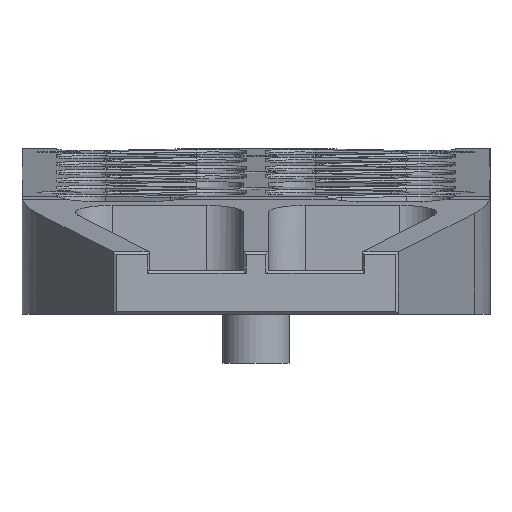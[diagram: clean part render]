
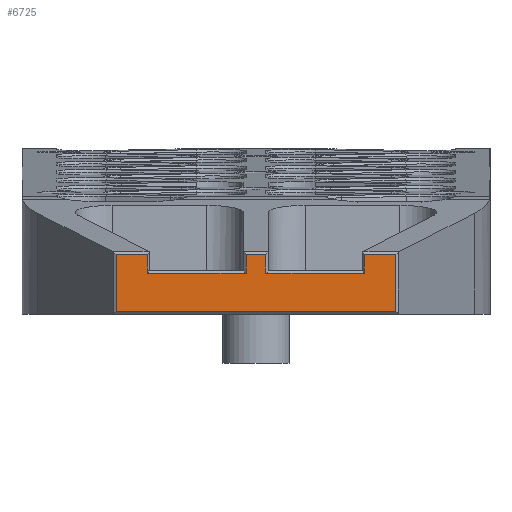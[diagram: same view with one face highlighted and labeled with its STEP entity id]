
A CAD part, left-side view. The second image highlights one B-rep face of the part: STEP entity #6725.
In plain terms, the highlighted planar face has unit normal (-1, 0, 0).
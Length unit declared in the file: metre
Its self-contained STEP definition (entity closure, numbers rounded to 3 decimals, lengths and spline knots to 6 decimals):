
#708=ORIENTED_EDGE('',*,*,#2760,.T.);
#709=ORIENTED_EDGE('',*,*,#2761,.T.);
#710=ORIENTED_EDGE('',*,*,#2762,.T.);
#711=ORIENTED_EDGE('',*,*,#2763,.T.);
#712=ORIENTED_EDGE('',*,*,#2764,.T.);
#713=ORIENTED_EDGE('',*,*,#2765,.T.);
#714=ORIENTED_EDGE('',*,*,#2766,.T.);
#715=ORIENTED_EDGE('',*,*,#2767,.T.);
#716=ORIENTED_EDGE('',*,*,#2768,.T.);
#717=ORIENTED_EDGE('',*,*,#2769,.T.);
#718=ORIENTED_EDGE('',*,*,#2770,.T.);
#719=ORIENTED_EDGE('',*,*,#2771,.T.);
#2760=EDGE_CURVE('',#3786,#3787,#4424,.T.);
#2761=EDGE_CURVE('',#3787,#3788,#4425,.T.);
#2762=EDGE_CURVE('',#3788,#3789,#4426,.T.);
#2763=EDGE_CURVE('',#3789,#3790,#4427,.T.);
#2764=EDGE_CURVE('',#3790,#3791,#4428,.T.);
#2765=EDGE_CURVE('',#3791,#3792,#4429,.T.);
#2766=EDGE_CURVE('',#3792,#3793,#4430,.T.);
#2767=EDGE_CURVE('',#3793,#3794,#4431,.T.);
#2768=EDGE_CURVE('',#3794,#3795,#4432,.T.);
#2769=EDGE_CURVE('',#3795,#3796,#4433,.T.);
#2770=EDGE_CURVE('',#3796,#3797,#4434,.T.);
#2771=EDGE_CURVE('',#3797,#3786,#4435,.T.);
#3786=VERTEX_POINT('',#9187);
#3787=VERTEX_POINT('',#9188);
#3788=VERTEX_POINT('',#9190);
#3789=VERTEX_POINT('',#9192);
#3790=VERTEX_POINT('',#9194);
#3791=VERTEX_POINT('',#9196);
#3792=VERTEX_POINT('',#9198);
#3793=VERTEX_POINT('',#9200);
#3794=VERTEX_POINT('',#9202);
#3795=VERTEX_POINT('',#9204);
#3796=VERTEX_POINT('',#9206);
#3797=VERTEX_POINT('',#9208);
#4424=LINE('',#9186,#4976);
#4425=LINE('',#9189,#4977);
#4426=LINE('',#9191,#4978);
#4427=LINE('',#9193,#4979);
#4428=LINE('',#9195,#4980);
#4429=LINE('',#9197,#4981);
#4430=LINE('',#9199,#4982);
#4431=LINE('',#9201,#4983);
#4432=LINE('',#9203,#4984);
#4433=LINE('',#9205,#4985);
#4434=LINE('',#9207,#4986);
#4435=LINE('',#9209,#4987);
#4976=VECTOR('',#7660,1.);
#4977=VECTOR('',#7661,1.);
#4978=VECTOR('',#7662,1.);
#4979=VECTOR('',#7663,1.);
#4980=VECTOR('',#7664,1.);
#4981=VECTOR('',#7665,1.);
#4982=VECTOR('',#7666,1.);
#4983=VECTOR('',#7667,1.);
#4984=VECTOR('',#7668,1.);
#4985=VECTOR('',#7669,1.);
#4986=VECTOR('',#7670,1.);
#4987=VECTOR('',#7671,1.);
#5512=EDGE_LOOP('',(#708,#709,#710,#711,#712,#713,#714,#715,#716,#717,#718,
#719));
#6014=FACE_BOUND('',#5512,.T.);
#6516=PLANE('',#7149);
#6725=ADVANCED_FACE('',(#6014),#6516,.T.);
#7149=AXIS2_PLACEMENT_3D('',#9185,#7658,#7659);
#7658=DIRECTION('',(-1.,0.,0.));
#7659=DIRECTION('',(0.,-1.,0.));
#7660=DIRECTION('',(0.,-1.,0.));
#7661=DIRECTION('',(0.,0.,1.));
#7662=DIRECTION('',(0.,1.,0.));
#7663=DIRECTION('',(0.,0.,-1.));
#7664=DIRECTION('',(0.,1.,0.));
#7665=DIRECTION('',(0.,0.,1.));
#7666=DIRECTION('',(0.,1.,0.));
#7667=DIRECTION('',(0.,0.,-1.));
#7668=DIRECTION('',(0.,1.,0.));
#7669=DIRECTION('',(0.,0.,1.));
#7670=DIRECTION('',(0.,1.,0.));
#7671=DIRECTION('',(0.,0.,-1.));
#9185=CARTESIAN_POINT('',(0.,-0.011424,-0.02225));
#9186=CARTESIAN_POINT('',(0.,-0.011424,-0.01692));
#9187=CARTESIAN_POINT('',(0.,-0.009698,-0.01692));
#9188=CARTESIAN_POINT('',(0.,-0.038562,-0.01692));
#9189=CARTESIAN_POINT('',(0.,-0.038562,-0.02225));
#9190=CARTESIAN_POINT('',(0.,-0.038562,-0.011002));
#9191=CARTESIAN_POINT('',(0.,-0.011424,-0.011002));
#9192=CARTESIAN_POINT('',(0.,-0.035298,-0.011002));
#9193=CARTESIAN_POINT('',(0.,-0.035298,-0.0127));
#9194=CARTESIAN_POINT('',(0.,-0.035298,-0.01295));
#9195=CARTESIAN_POINT('',(0.,-0.011424,-0.01295));
#9196=CARTESIAN_POINT('',(0.,-0.02515,-0.01295));
#9197=CARTESIAN_POINT('',(0.,-0.02515,-0.02225));
#9198=CARTESIAN_POINT('',(0.,-0.02515,-0.011002));
#9199=CARTESIAN_POINT('',(0.,-0.011424,-0.011002));
#9200=CARTESIAN_POINT('',(0.,-0.02311,-0.011002));
#9201=CARTESIAN_POINT('',(0.,-0.02311,-0.0127));
#9202=CARTESIAN_POINT('',(0.,-0.02311,-0.01295));
#9203=CARTESIAN_POINT('',(0.,-0.011424,-0.01295));
#9204=CARTESIAN_POINT('',(0.,-0.012962,-0.01295));
#9205=CARTESIAN_POINT('',(0.,-0.012962,-0.02225));
#9206=CARTESIAN_POINT('',(0.,-0.012962,-0.011002));
#9207=CARTESIAN_POINT('',(0.,-0.011424,-0.011002));
#9208=CARTESIAN_POINT('',(0.,-0.009698,-0.011002));
#9209=CARTESIAN_POINT('',(0.,-0.009698,-0.01717));
